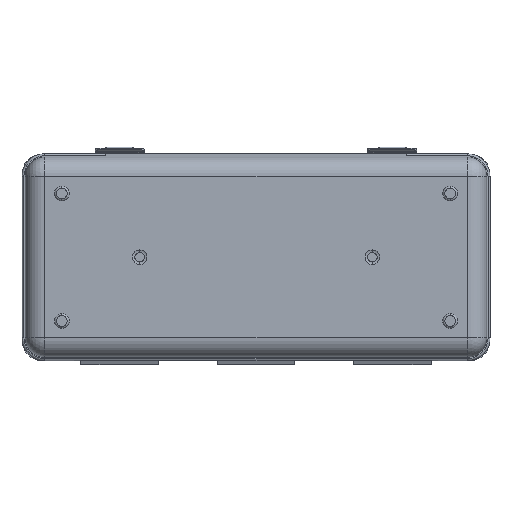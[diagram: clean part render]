
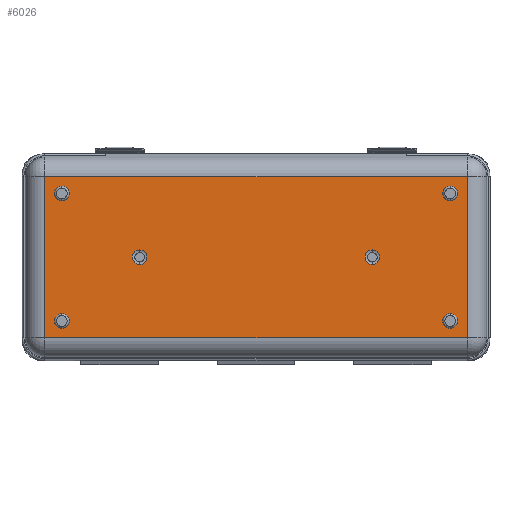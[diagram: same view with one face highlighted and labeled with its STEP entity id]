
A CAD part, front view. The second image highlights one B-rep face of the part: STEP entity #6026.
In plain terms, the highlighted planar face has unit normal (0, -1, 0).
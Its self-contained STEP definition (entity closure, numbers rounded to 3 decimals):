
#24 = EDGE_CURVE ( 'NONE', #4605, #1087, #5079, .T. ) ;
#97 = CIRCLE ( 'NONE', #5161, 3.75 ) ;
#154 = DIRECTION ( 'NONE',  ( 0., -1., 0. ) ) ;
#208 = VERTEX_POINT ( 'NONE', #5829 ) ;
#243 = CARTESIAN_POINT ( 'NONE',  ( 0., -58., 0. ) ) ;
#246 = EDGE_CURVE ( 'NONE', #7984, #1719, #4674, .T. ) ;
#247 = AXIS2_PLACEMENT_3D ( 'NONE', #4098, #1166, #6927 ) ;
#284 = CARTESIAN_POINT ( 'NONE',  ( -99.75, -58., -32.75 ) ) ;
#426 = DIRECTION ( 'NONE',  ( 0., -1., 0. ) ) ;
#439 = CARTESIAN_POINT ( 'NONE',  ( -108.5, -58., 41.4 ) ) ;
#453 = CARTESIAN_POINT ( 'NONE',  ( 59.75, -58., 0. ) ) ;
#476 = EDGE_CURVE ( 'NONE', #1087, #4605, #3664, .T. ) ;
#494 = LINE ( 'NONE', #4786, #2461 ) ;
#555 = DIRECTION ( 'NONE',  ( 0., -1., 0. ) ) ;
#592 = VERTEX_POINT ( 'NONE', #1123 ) ;
#639 = DIRECTION ( 'NONE',  ( 0., 0., -1. ) ) ;
#787 = CARTESIAN_POINT ( 'NONE',  ( -59.75, -58., 3.75 ) ) ;
#873 = EDGE_CURVE ( 'NONE', #1853, #6556, #6397, .T. ) ;
#1025 = CARTESIAN_POINT ( 'NONE',  ( 108.5, -58., 41.4 ) ) ;
#1061 = ORIENTED_EDGE ( 'NONE', *, *, #24, .F. ) ;
#1087 = VERTEX_POINT ( 'NONE', #8108 ) ;
#1123 = CARTESIAN_POINT ( 'NONE',  ( 99.75, -58., -36.5 ) ) ;
#1166 = DIRECTION ( 'NONE',  ( 0., -1., 0. ) ) ;
#1195 = DIRECTION ( 'NONE',  ( 0., 0., 1. ) ) ;
#1216 = EDGE_LOOP ( 'NONE', ( #7234, #3030 ) ) ;
#1290 = CARTESIAN_POINT ( 'NONE',  ( -99.75, -58., 32.75 ) ) ;
#1318 = ORIENTED_EDGE ( 'NONE', *, *, #4211, .F. ) ;
#1378 = ORIENTED_EDGE ( 'NONE', *, *, #476, .F. ) ;
#1395 = LINE ( 'NONE', #4386, #2474 ) ;
#1477 = ORIENTED_EDGE ( 'NONE', *, *, #8050, .T. ) ;
#1618 = DIRECTION ( 'NONE',  ( 1., 0., 0. ) ) ;
#1690 = PLANE ( 'NONE',  #3488 ) ;
#1719 = VERTEX_POINT ( 'NONE', #7128 ) ;
#1853 = VERTEX_POINT ( 'NONE', #3798 ) ;
#1908 = ORIENTED_EDGE ( 'NONE', *, *, #7589, .F. ) ;
#2021 = ORIENTED_EDGE ( 'NONE', *, *, #4242, .F. ) ;
#2048 = DIRECTION ( 'NONE',  ( 0., -1., 0. ) ) ;
#2095 = CARTESIAN_POINT ( 'NONE',  ( 59.75, -58., -3.75 ) ) ;
#2210 = FACE_BOUND ( 'NONE', #5030, .T. ) ;
#2309 = CIRCLE ( 'NONE', #5408, 3.75 ) ;
#2310 = VECTOR ( 'NONE', #2442, 1000. ) ;
#2327 = VECTOR ( 'NONE', #1618, 1000. ) ;
#2397 = FACE_BOUND ( 'NONE', #1216, .T. ) ;
#2442 = DIRECTION ( 'NONE',  ( -1., 0., 0. ) ) ;
#2461 = VECTOR ( 'NONE', #5351, 1000. ) ;
#2471 = DIRECTION ( 'NONE',  ( 0., -1., 0. ) ) ;
#2474 = VECTOR ( 'NONE', #7225, 1000. ) ;
#2524 = DIRECTION ( 'NONE',  ( 0., 0., -1. ) ) ;
#2551 = ORIENTED_EDGE ( 'NONE', *, *, #6904, .F. ) ;
#2669 = CARTESIAN_POINT ( 'NONE',  ( -99.75, -58., 32.75 ) ) ;
#2707 = DIRECTION ( 'NONE',  ( 0., 0., -1. ) ) ;
#2917 = VERTEX_POINT ( 'NONE', #7703 ) ;
#2929 = EDGE_CURVE ( 'NONE', #3660, #6935, #5462, .T. ) ;
#2933 = CIRCLE ( 'NONE', #247, 3.75 ) ;
#3030 = ORIENTED_EDGE ( 'NONE', *, *, #7876, .F. ) ;
#3168 = DIRECTION ( 'NONE',  ( 0., 0., -1. ) ) ;
#3323 = EDGE_LOOP ( 'NONE', ( #1318, #4959 ) ) ;
#3359 = CIRCLE ( 'NONE', #5284, 3.75 ) ;
#3366 = AXIS2_PLACEMENT_3D ( 'NONE', #2669, #2048, #639 ) ;
#3488 = AXIS2_PLACEMENT_3D ( 'NONE', #243, #6622, #7176 ) ;
#3620 = EDGE_CURVE ( 'NONE', #3994, #5458, #8102, .T. ) ;
#3660 = VERTEX_POINT ( 'NONE', #787 ) ;
#3664 = CIRCLE ( 'NONE', #6322, 3.75 ) ;
#3678 = ORIENTED_EDGE ( 'NONE', *, *, #8723, .T. ) ;
#3785 = FACE_BOUND ( 'NONE', #7021, .T. ) ;
#3798 = CARTESIAN_POINT ( 'NONE',  ( -108.5, -58., -41.4 ) ) ;
#3856 = DIRECTION ( 'NONE',  ( 0., 0., -1. ) ) ;
#3900 = EDGE_LOOP ( 'NONE', ( #3678, #8033, #1477, #8409 ) ) ;
#3994 = VERTEX_POINT ( 'NONE', #4179 ) ;
#4049 = EDGE_LOOP ( 'NONE', ( #4765, #5934 ) ) ;
#4098 = CARTESIAN_POINT ( 'NONE',  ( -59.75, -58., 0. ) ) ;
#4179 = CARTESIAN_POINT ( 'NONE',  ( -99.75, -58., 36.5 ) ) ;
#4204 = CARTESIAN_POINT ( 'NONE',  ( 99.75, -58., 29. ) ) ;
#4211 = EDGE_CURVE ( 'NONE', #6935, #3660, #2933, .T. ) ;
#4242 = EDGE_CURVE ( 'NONE', #592, #2917, #97, .T. ) ;
#4261 = CARTESIAN_POINT ( 'NONE',  ( 108.5, -58., -41.4 ) ) ;
#4386 = CARTESIAN_POINT ( 'NONE',  ( 108.5, -58., 41.4 ) ) ;
#4517 = VERTEX_POINT ( 'NONE', #7460 ) ;
#4532 = AXIS2_PLACEMENT_3D ( 'NONE', #8786, #4575, #3168 ) ;
#4564 = DIRECTION ( 'NONE',  ( 0., -1., 0. ) ) ;
#4575 = DIRECTION ( 'NONE',  ( 0., -1., 0. ) ) ;
#4589 = AXIS2_PLACEMENT_3D ( 'NONE', #7653, #7569, #1195 ) ;
#4605 = VERTEX_POINT ( 'NONE', #4204 ) ;
#4654 = DIRECTION ( 'NONE',  ( 0., 0., -1. ) ) ;
#4674 = LINE ( 'NONE', #439, #2310 ) ;
#4765 = ORIENTED_EDGE ( 'NONE', *, *, #8176, .F. ) ;
#4786 = CARTESIAN_POINT ( 'NONE',  ( -108.5, -58., -41.4 ) ) ;
#4834 = AXIS2_PLACEMENT_3D ( 'NONE', #1290, #8877, #2524 ) ;
#4959 = ORIENTED_EDGE ( 'NONE', *, *, #2929, .F. ) ;
#4966 = AXIS2_PLACEMENT_3D ( 'NONE', #284, #426, #8887 ) ;
#5030 = EDGE_LOOP ( 'NONE', ( #2021, #6922 ) ) ;
#5045 = FACE_BOUND ( 'NONE', #4049, .T. ) ;
#5079 = CIRCLE ( 'NONE', #7881, 3.75 ) ;
#5161 = AXIS2_PLACEMENT_3D ( 'NONE', #5438, #555, #2707 ) ;
#5226 = FACE_BOUND ( 'NONE', #6690, .T. ) ;
#5284 = AXIS2_PLACEMENT_3D ( 'NONE', #7959, #7813, #3856 ) ;
#5351 = DIRECTION ( 'NONE',  ( 0., 0., -1. ) ) ;
#5408 = AXIS2_PLACEMENT_3D ( 'NONE', #5987, #4564, #8778 ) ;
#5415 = CIRCLE ( 'NONE', #4834, 3.75 ) ;
#5438 = CARTESIAN_POINT ( 'NONE',  ( 99.75, -58., -32.75 ) ) ;
#5458 = VERTEX_POINT ( 'NONE', #6047 ) ;
#5462 = CIRCLE ( 'NONE', #4589, 3.75 ) ;
#5551 = DIRECTION ( 'NONE',  ( 0., 0., -1. ) ) ;
#5561 = VERTEX_POINT ( 'NONE', #9058 ) ;
#5824 = FACE_BOUND ( 'NONE', #3323, .T. ) ;
#5829 = CARTESIAN_POINT ( 'NONE',  ( -99.75, -58., -29. ) ) ;
#5867 = DIRECTION ( 'NONE',  ( 0., 0., -1. ) ) ;
#5869 = FACE_OUTER_BOUND ( 'NONE', #3900, .T. ) ;
#5934 = ORIENTED_EDGE ( 'NONE', *, *, #3620, .F. ) ;
#5987 = CARTESIAN_POINT ( 'NONE',  ( -99.75, -58., -32.75 ) ) ;
#6026 = ADVANCED_FACE ( 'NONE', ( #2210, #5226, #5045, #2397, #3785, #5824, #5869 ), #1690, .T. ) ;
#6047 = CARTESIAN_POINT ( 'NONE',  ( -99.75, -58., 29. ) ) ;
#6148 = CIRCLE ( 'NONE', #4966, 3.75 ) ;
#6215 = DIRECTION ( 'NONE',  ( 0., -1., 0. ) ) ;
#6298 = CARTESIAN_POINT ( 'NONE',  ( -59.75, -58., -3.75 ) ) ;
#6322 = AXIS2_PLACEMENT_3D ( 'NONE', #6427, #154, #5867 ) ;
#6397 = LINE ( 'NONE', #4261, #2327 ) ;
#6427 = CARTESIAN_POINT ( 'NONE',  ( 99.75, -58., 32.75 ) ) ;
#6556 = VERTEX_POINT ( 'NONE', #8315 ) ;
#6622 = DIRECTION ( 'NONE',  ( 0., -1., 0. ) ) ;
#6626 = CIRCLE ( 'NONE', #7949, 3.75 ) ;
#6690 = EDGE_LOOP ( 'NONE', ( #1061, #1378 ) ) ;
#6904 = EDGE_CURVE ( 'NONE', #4517, #7747, #6626, .T. ) ;
#6922 = ORIENTED_EDGE ( 'NONE', *, *, #8641, .F. ) ;
#6927 = DIRECTION ( 'NONE',  ( 0., 0., 1. ) ) ;
#6935 = VERTEX_POINT ( 'NONE', #6298 ) ;
#7021 = EDGE_LOOP ( 'NONE', ( #2551, #1908 ) ) ;
#7128 = CARTESIAN_POINT ( 'NONE',  ( -108.5, -58., 41.4 ) ) ;
#7176 = DIRECTION ( 'NONE',  ( 0., 0., -1. ) ) ;
#7225 = DIRECTION ( 'NONE',  ( 0., 0., 1. ) ) ;
#7234 = ORIENTED_EDGE ( 'NONE', *, *, #7448, .F. ) ;
#7448 = EDGE_CURVE ( 'NONE', #5561, #208, #6148, .T. ) ;
#7460 = CARTESIAN_POINT ( 'NONE',  ( 59.75, -58., 3.75 ) ) ;
#7569 = DIRECTION ( 'NONE',  ( 0., -1., 0. ) ) ;
#7589 = EDGE_CURVE ( 'NONE', #7747, #4517, #8080, .T. ) ;
#7653 = CARTESIAN_POINT ( 'NONE',  ( -59.75, -58., 0. ) ) ;
#7703 = CARTESIAN_POINT ( 'NONE',  ( 99.75, -58., -29. ) ) ;
#7747 = VERTEX_POINT ( 'NONE', #2095 ) ;
#7813 = DIRECTION ( 'NONE',  ( 0., -1., 0. ) ) ;
#7876 = EDGE_CURVE ( 'NONE', #208, #5561, #2309, .T. ) ;
#7881 = AXIS2_PLACEMENT_3D ( 'NONE', #8824, #2471, #4654 ) ;
#7949 = AXIS2_PLACEMENT_3D ( 'NONE', #453, #6215, #5551 ) ;
#7959 = CARTESIAN_POINT ( 'NONE',  ( 99.75, -58., -32.75 ) ) ;
#7984 = VERTEX_POINT ( 'NONE', #1025 ) ;
#8033 = ORIENTED_EDGE ( 'NONE', *, *, #246, .T. ) ;
#8050 = EDGE_CURVE ( 'NONE', #1719, #1853, #494, .T. ) ;
#8080 = CIRCLE ( 'NONE', #4532, 3.75 ) ;
#8102 = CIRCLE ( 'NONE', #3366, 3.75 ) ;
#8108 = CARTESIAN_POINT ( 'NONE',  ( 99.75, -58., 36.5 ) ) ;
#8176 = EDGE_CURVE ( 'NONE', #5458, #3994, #5415, .T. ) ;
#8315 = CARTESIAN_POINT ( 'NONE',  ( 108.5, -58., -41.4 ) ) ;
#8409 = ORIENTED_EDGE ( 'NONE', *, *, #873, .T. ) ;
#8641 = EDGE_CURVE ( 'NONE', #2917, #592, #3359, .T. ) ;
#8723 = EDGE_CURVE ( 'NONE', #6556, #7984, #1395, .T. ) ;
#8778 = DIRECTION ( 'NONE',  ( 0., 0., -1. ) ) ;
#8786 = CARTESIAN_POINT ( 'NONE',  ( 59.75, -58., 0. ) ) ;
#8824 = CARTESIAN_POINT ( 'NONE',  ( 99.75, -58., 32.75 ) ) ;
#8877 = DIRECTION ( 'NONE',  ( 0., -1., 0. ) ) ;
#8887 = DIRECTION ( 'NONE',  ( 0., 0., -1. ) ) ;
#9058 = CARTESIAN_POINT ( 'NONE',  ( -99.75, -58., -36.5 ) ) ;
